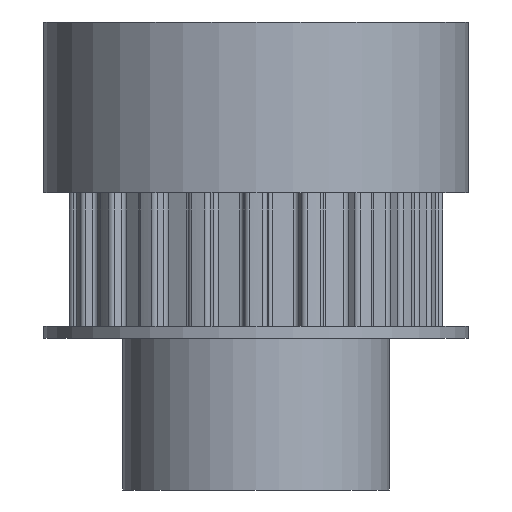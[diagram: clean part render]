
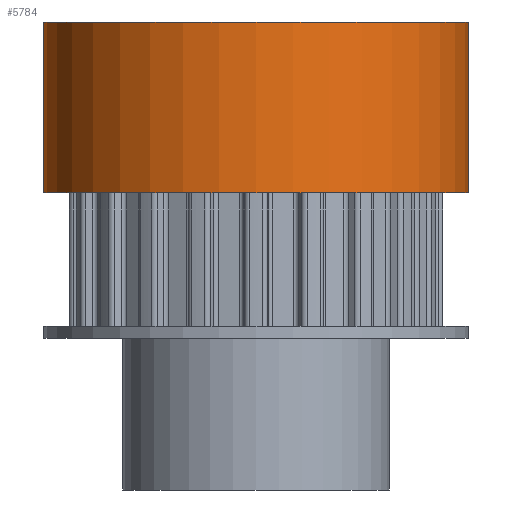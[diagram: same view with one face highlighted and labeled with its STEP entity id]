
A CAD part, front view. The second image highlights one B-rep face of the part: STEP entity #5784.
In plain terms, the highlighted cylindrical face has radius 17.5 mm (diameter 35 mm), a partial arc.
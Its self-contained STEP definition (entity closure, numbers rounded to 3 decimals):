
#81 = CARTESIAN_POINT ( 'NONE',  ( 0., 0., 11. ) ) ;
#237 = ORIENTED_EDGE ( 'NONE', *, *, #844, .F. ) ;
#509 = VECTOR ( 'NONE', #5625, 1000. ) ;
#694 = FACE_OUTER_BOUND ( 'NONE', #3564, .T. ) ;
#844 = EDGE_CURVE ( 'NONE', #6280, #5086, #4919, .T. ) ;
#932 = CIRCLE ( 'NONE', #3784, 17.5 ) ;
#1030 = DIRECTION ( 'NONE',  ( 1., 0., 0. ) ) ;
#1154 = DIRECTION ( 'NONE',  ( 0., 0., -1. ) ) ;
#1257 = VERTEX_POINT ( 'NONE', #4058 ) ;
#1344 = ORIENTED_EDGE ( 'NONE', *, *, #1703, .F. ) ;
#1546 = AXIS2_PLACEMENT_3D ( 'NONE', #6351, #3167, #5659 ) ;
#1703 = EDGE_CURVE ( 'NONE', #7736, #6280, #932, .T. ) ;
#1707 = CARTESIAN_POINT ( 'NONE',  ( 17.5, 0., 25.1 ) ) ;
#3167 = DIRECTION ( 'NONE',  ( 0., 0., -1. ) ) ;
#3539 = ORIENTED_EDGE ( 'NONE', *, *, #5686, .T. ) ;
#3564 = EDGE_LOOP ( 'NONE', ( #237, #1344, #3539, #7924 ) ) ;
#3702 = CARTESIAN_POINT ( 'NONE',  ( 17.5, 0., 12. ) ) ;
#3784 = AXIS2_PLACEMENT_3D ( 'NONE', #7220, #6602, #1030 ) ;
#3803 = AXIS2_PLACEMENT_3D ( 'NONE', #81, #7568, #7649 ) ;
#4058 = CARTESIAN_POINT ( 'NONE',  ( -17.5, 0., 11. ) ) ;
#4355 = LINE ( 'NONE', #4394, #509 ) ;
#4394 = CARTESIAN_POINT ( 'NONE',  ( -17.5, 0., 12. ) ) ;
#4919 = LINE ( 'NONE', #3702, #6776 ) ;
#5086 = VERTEX_POINT ( 'NONE', #6745 ) ;
#5625 = DIRECTION ( 'NONE',  ( 0., 0., -1. ) ) ;
#5659 = DIRECTION ( 'NONE',  ( -1., 0., 0. ) ) ;
#5686 = EDGE_CURVE ( 'NONE', #7736, #1257, #4355, .T. ) ;
#5700 = CYLINDRICAL_SURFACE ( 'NONE', #1546, 17.5 ) ;
#5754 = CIRCLE ( 'NONE', #3803, 17.5 ) ;
#5784 = ADVANCED_FACE ( 'NONE', ( #694 ), #5700, .T. ) ;
#6280 = VERTEX_POINT ( 'NONE', #1707 ) ;
#6351 = CARTESIAN_POINT ( 'NONE',  ( 0., 0., 12. ) ) ;
#6436 = CARTESIAN_POINT ( 'NONE',  ( -17.5, 0., 25.1 ) ) ;
#6602 = DIRECTION ( 'NONE',  ( 0., 0., 1. ) ) ;
#6681 = EDGE_CURVE ( 'NONE', #1257, #5086, #5754, .T. ) ;
#6745 = CARTESIAN_POINT ( 'NONE',  ( 17.5, 0., 11. ) ) ;
#6776 = VECTOR ( 'NONE', #1154, 1000. ) ;
#7220 = CARTESIAN_POINT ( 'NONE',  ( 0., 0., 25.1 ) ) ;
#7568 = DIRECTION ( 'NONE',  ( 0., 0., 1. ) ) ;
#7649 = DIRECTION ( 'NONE',  ( 1., 0., 0. ) ) ;
#7736 = VERTEX_POINT ( 'NONE', #6436 ) ;
#7924 = ORIENTED_EDGE ( 'NONE', *, *, #6681, .T. ) ;
